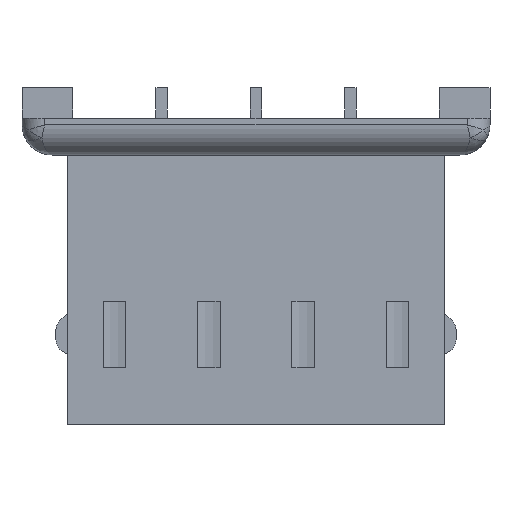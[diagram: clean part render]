
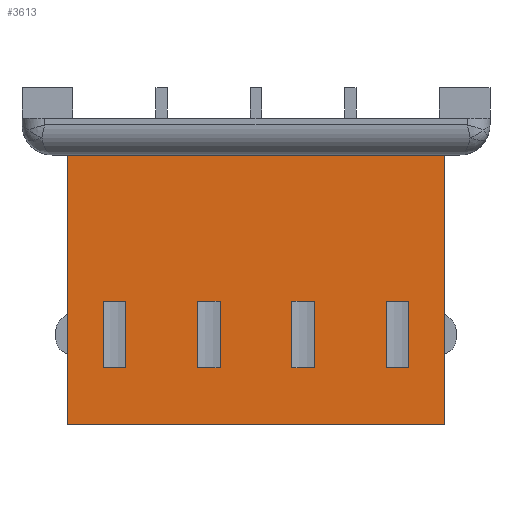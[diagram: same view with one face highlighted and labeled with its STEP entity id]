
A CAD part, front view. The second image highlights one B-rep face of the part: STEP entity #3613.
In plain terms, the highlighted planar face has unit normal (0, -1, 0).
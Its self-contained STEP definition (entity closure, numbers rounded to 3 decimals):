
#9=DIRECTION('',(-1.,0.,0.));
#10=VECTOR('',#9,10.);
#11=CARTESIAN_POINT('',(5.,-1.415,0.));
#12=LINE('',#11,#10);
#502=DIRECTION('',(1.,0.,0.));
#503=VECTOR('',#502,10.);
#504=CARTESIAN_POINT('',(-5.,-1.415,-7.13));
#505=LINE('',#504,#503);
#758=DIRECTION('',(0.,0.,1.));
#759=VECTOR('',#758,7.13);
#760=CARTESIAN_POINT('',(-5.,-1.415,-7.13));
#761=LINE('',#760,#759);
#762=DIRECTION('',(0.,0.,-1.));
#763=VECTOR('',#762,7.13);
#764=CARTESIAN_POINT('',(5.,-1.415,0.));
#765=LINE('',#764,#763);
#766=DIRECTION('',(0.,0.,-1.));
#767=VECTOR('',#766,1.75);
#768=CARTESIAN_POINT('',(3.45,-1.415,-3.88));
#769=LINE('',#768,#767);
#770=DIRECTION('',(1.,0.,0.));
#771=VECTOR('',#770,0.6);
#772=CARTESIAN_POINT('',(3.45,-1.415,-5.63));
#773=LINE('',#772,#771);
#774=DIRECTION('',(0.,0.,1.));
#775=VECTOR('',#774,1.75);
#776=CARTESIAN_POINT('',(4.05,-1.415,-5.63));
#777=LINE('',#776,#775);
#778=DIRECTION('',(-1.,0.,0.));
#779=VECTOR('',#778,0.6);
#780=CARTESIAN_POINT('',(4.05,-1.415,-3.88));
#781=LINE('',#780,#779);
#782=DIRECTION('',(0.,0.,-1.));
#783=VECTOR('',#782,1.75);
#784=CARTESIAN_POINT('',(0.95,-1.415,-3.88));
#785=LINE('',#784,#783);
#786=DIRECTION('',(1.,0.,0.));
#787=VECTOR('',#786,0.6);
#788=CARTESIAN_POINT('',(0.95,-1.415,-5.63));
#789=LINE('',#788,#787);
#790=DIRECTION('',(0.,0.,1.));
#791=VECTOR('',#790,1.75);
#792=CARTESIAN_POINT('',(1.55,-1.415,-5.63));
#793=LINE('',#792,#791);
#794=DIRECTION('',(-1.,0.,0.));
#795=VECTOR('',#794,0.6);
#796=CARTESIAN_POINT('',(1.55,-1.415,-3.88));
#797=LINE('',#796,#795);
#798=DIRECTION('',(0.,0.,-1.));
#799=VECTOR('',#798,1.75);
#800=CARTESIAN_POINT('',(-1.55,-1.415,-3.88));
#801=LINE('',#800,#799);
#802=DIRECTION('',(1.,0.,0.));
#803=VECTOR('',#802,0.6);
#804=CARTESIAN_POINT('',(-1.55,-1.415,-5.63));
#805=LINE('',#804,#803);
#806=DIRECTION('',(0.,0.,1.));
#807=VECTOR('',#806,1.75);
#808=CARTESIAN_POINT('',(-0.95,-1.415,-5.63));
#809=LINE('',#808,#807);
#810=DIRECTION('',(-1.,0.,0.));
#811=VECTOR('',#810,0.6);
#812=CARTESIAN_POINT('',(-0.95,-1.415,-3.88));
#813=LINE('',#812,#811);
#814=DIRECTION('',(0.,0.,-1.));
#815=VECTOR('',#814,1.75);
#816=CARTESIAN_POINT('',(-4.05,-1.415,-3.88));
#817=LINE('',#816,#815);
#818=DIRECTION('',(1.,0.,0.));
#819=VECTOR('',#818,0.6);
#820=CARTESIAN_POINT('',(-4.05,-1.415,-5.63));
#821=LINE('',#820,#819);
#822=DIRECTION('',(0.,0.,1.));
#823=VECTOR('',#822,1.75);
#824=CARTESIAN_POINT('',(-3.45,-1.415,-5.63));
#825=LINE('',#824,#823);
#826=DIRECTION('',(-1.,0.,0.));
#827=VECTOR('',#826,0.6);
#828=CARTESIAN_POINT('',(-3.45,-1.415,-3.88));
#829=LINE('',#828,#827);
#1836=CARTESIAN_POINT('',(5.,-1.415,0.));
#1838=VERTEX_POINT('',#1836);
#1839=CARTESIAN_POINT('',(-5.,-1.415,0.));
#1840=VERTEX_POINT('',#1839);
#1843=CARTESIAN_POINT('',(5.,-1.415,-7.13));
#1844=VERTEX_POINT('',#1843);
#1877=CARTESIAN_POINT('',(-5.,-1.415,-7.13));
#1878=VERTEX_POINT('',#1877);
#2235=CARTESIAN_POINT('',(3.45,-1.415,-3.88));
#2236=CARTESIAN_POINT('',(3.45,-1.415,-5.63));
#2237=VERTEX_POINT('',#2235);
#2238=VERTEX_POINT('',#2236);
#2239=CARTESIAN_POINT('',(4.05,-1.415,-5.63));
#2240=VERTEX_POINT('',#2239);
#2241=CARTESIAN_POINT('',(4.05,-1.415,-3.88));
#2242=VERTEX_POINT('',#2241);
#2251=CARTESIAN_POINT('',(0.95,-1.415,-3.88));
#2252=CARTESIAN_POINT('',(0.95,-1.415,-5.63));
#2253=VERTEX_POINT('',#2251);
#2254=VERTEX_POINT('',#2252);
#2255=CARTESIAN_POINT('',(1.55,-1.415,-5.63));
#2256=VERTEX_POINT('',#2255);
#2257=CARTESIAN_POINT('',(1.55,-1.415,-3.88));
#2258=VERTEX_POINT('',#2257);
#2267=CARTESIAN_POINT('',(-1.55,-1.415,-3.88));
#2268=CARTESIAN_POINT('',(-1.55,-1.415,-5.63));
#2269=VERTEX_POINT('',#2267);
#2270=VERTEX_POINT('',#2268);
#2271=CARTESIAN_POINT('',(-0.95,-1.415,-5.63));
#2272=VERTEX_POINT('',#2271);
#2273=CARTESIAN_POINT('',(-0.95,-1.415,-3.88));
#2274=VERTEX_POINT('',#2273);
#2283=CARTESIAN_POINT('',(-4.05,-1.415,-3.88));
#2284=CARTESIAN_POINT('',(-4.05,-1.415,-5.63));
#2285=VERTEX_POINT('',#2283);
#2286=VERTEX_POINT('',#2284);
#2287=CARTESIAN_POINT('',(-3.45,-1.415,-5.63));
#2288=VERTEX_POINT('',#2287);
#2289=CARTESIAN_POINT('',(-3.45,-1.415,-3.88));
#2290=VERTEX_POINT('',#2289);
#3561=CARTESIAN_POINT('',(5.,-1.415,0.));
#3562=DIRECTION('',(0.,-1.,0.));
#3563=DIRECTION('',(-1.,0.,0.));
#3564=AXIS2_PLACEMENT_3D('',#3561,#3562,#3563);
#3565=PLANE('',#3564);
#3566=ORIENTED_EDGE('',*,*,#3194,.F.);
#3568=ORIENTED_EDGE('',*,*,#3567,.T.);
#3569=ORIENTED_EDGE('',*,*,#2378,.F.);
#3571=ORIENTED_EDGE('',*,*,#3570,.T.);
#3572=EDGE_LOOP('',(#3566,#3568,#3569,#3571));
#3573=FACE_OUTER_BOUND('',#3572,.F.);
#3574=ORIENTED_EDGE('',*,*,#3551,.T.);
#3576=ORIENTED_EDGE('',*,*,#3575,.T.);
#3578=ORIENTED_EDGE('',*,*,#3577,.T.);
#3580=ORIENTED_EDGE('',*,*,#3579,.T.);
#3581=EDGE_LOOP('',(#3574,#3576,#3578,#3580));
#3582=FACE_BOUND('',#3581,.F.);
#3584=ORIENTED_EDGE('',*,*,#3583,.T.);
#3586=ORIENTED_EDGE('',*,*,#3585,.T.);
#3588=ORIENTED_EDGE('',*,*,#3587,.T.);
#3590=ORIENTED_EDGE('',*,*,#3589,.T.);
#3591=EDGE_LOOP('',(#3584,#3586,#3588,#3590));
#3592=FACE_BOUND('',#3591,.F.);
#3594=ORIENTED_EDGE('',*,*,#3593,.T.);
#3596=ORIENTED_EDGE('',*,*,#3595,.T.);
#3598=ORIENTED_EDGE('',*,*,#3597,.T.);
#3600=ORIENTED_EDGE('',*,*,#3599,.T.);
#3601=EDGE_LOOP('',(#3594,#3596,#3598,#3600));
#3602=FACE_BOUND('',#3601,.F.);
#3604=ORIENTED_EDGE('',*,*,#3603,.T.);
#3606=ORIENTED_EDGE('',*,*,#3605,.T.);
#3608=ORIENTED_EDGE('',*,*,#3607,.T.);
#3610=ORIENTED_EDGE('',*,*,#3609,.T.);
#3611=EDGE_LOOP('',(#3604,#3606,#3608,#3610));
#3612=FACE_BOUND('',#3611,.F.);
#3613=ADVANCED_FACE('',(#3573,#3582,#3592,#3602,#3612),#3565,.T.);
#2378=EDGE_CURVE('',#1838,#1840,#12,.T.);
#3194=EDGE_CURVE('',#1878,#1844,#505,.T.);
#3551=EDGE_CURVE('',#2237,#2238,#769,.T.);
#3567=EDGE_CURVE('',#1878,#1840,#761,.T.);
#3570=EDGE_CURVE('',#1838,#1844,#765,.T.);
#3575=EDGE_CURVE('',#2238,#2240,#773,.T.);
#3577=EDGE_CURVE('',#2240,#2242,#777,.T.);
#3579=EDGE_CURVE('',#2242,#2237,#781,.T.);
#3583=EDGE_CURVE('',#2253,#2254,#785,.T.);
#3585=EDGE_CURVE('',#2254,#2256,#789,.T.);
#3587=EDGE_CURVE('',#2256,#2258,#793,.T.);
#3589=EDGE_CURVE('',#2258,#2253,#797,.T.);
#3593=EDGE_CURVE('',#2269,#2270,#801,.T.);
#3595=EDGE_CURVE('',#2270,#2272,#805,.T.);
#3597=EDGE_CURVE('',#2272,#2274,#809,.T.);
#3599=EDGE_CURVE('',#2274,#2269,#813,.T.);
#3603=EDGE_CURVE('',#2285,#2286,#817,.T.);
#3605=EDGE_CURVE('',#2286,#2288,#821,.T.);
#3607=EDGE_CURVE('',#2288,#2290,#825,.T.);
#3609=EDGE_CURVE('',#2290,#2285,#829,.T.);
